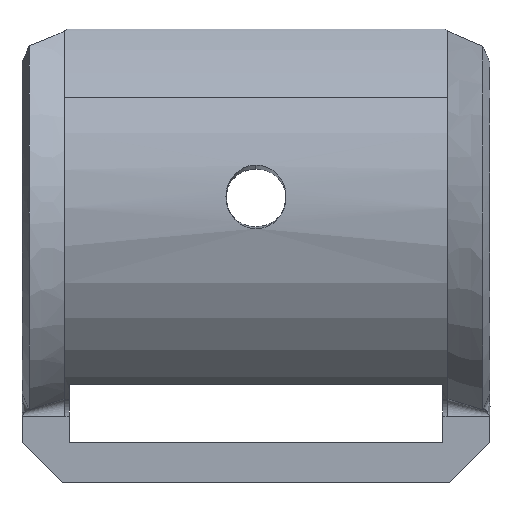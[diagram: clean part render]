
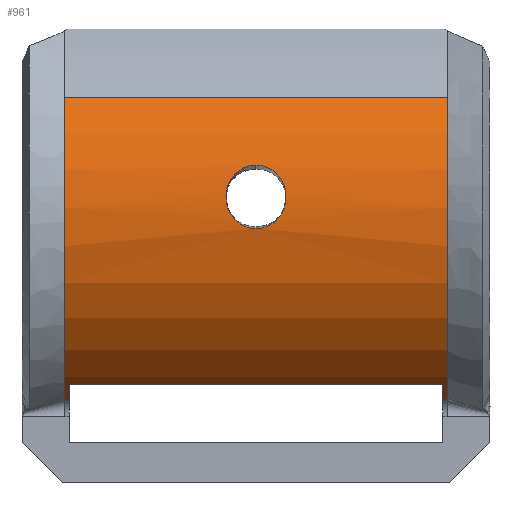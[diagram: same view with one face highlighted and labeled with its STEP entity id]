
A CAD part, front view. The second image highlights one B-rep face of the part: STEP entity #961.
In plain terms, the highlighted cylindrical face has radius 16.5 mm (diameter 33 mm), a partial arc.
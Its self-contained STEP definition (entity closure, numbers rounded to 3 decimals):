
#1=DIRECTION('',(1.,0.,0.));
#2=VECTOR('',#1,0.31);
#3=CARTESIAN_POINT('',(14.,-2.242,6.264));
#4=LINE('',#3,#2);
#5=DIRECTION('',(1.,0.,0.));
#6=VECTOR('',#5,28.);
#7=CARTESIAN_POINT('',(-14.,-3.943,7.408));
#8=LINE('',#7,#6);
#9=DIRECTION('',(1.,0.,0.));
#10=VECTOR('',#9,0.31);
#11=CARTESIAN_POINT('',(-14.31,-2.242,6.264));
#12=LINE('',#11,#10);
#13=CARTESIAN_POINT('',(0.,-10.336,19.049));
#14=CARTESIAN_POINT('',(-0.317,-10.336,19.048));
#15=CARTESIAN_POINT('',(-0.756,-10.345,19.138));
#16=CARTESIAN_POINT('',(-1.206,-10.364,19.402));
#17=CARTESIAN_POINT('',(-1.416,-10.374,19.574));
#18=CARTESIAN_POINT('',(-1.516,-10.379,19.67));
#19=CARTESIAN_POINT('',(-1.573,-10.382,19.728));
#20=CARTESIAN_POINT('',(-1.825,-10.394,19.998));
#21=CARTESIAN_POINT('',(-2.141,-10.407,20.504));
#22=CARTESIAN_POINT('',(-2.304,-10.383,21.436));
#23=CARTESIAN_POINT('',(-2.17,-10.315,22.21));
#24=CARTESIAN_POINT('',(-1.94,-10.258,22.669));
#25=CARTESIAN_POINT('',(-1.789,-10.227,22.885));
#26=CARTESIAN_POINT('',(-1.706,-10.211,22.989));
#27=CARTESIAN_POINT('',(-1.655,-10.202,23.047));
#28=CARTESIAN_POINT('',(-1.421,-10.161,23.306));
#29=CARTESIAN_POINT('',(-0.898,-10.09,23.692));
#30=CARTESIAN_POINT('',(-0.319,-10.066,23.805));
#31=CARTESIAN_POINT('',(-0.001,-10.066,23.805));
#60=CARTESIAN_POINT('',(14.31,6.1,20.5));
#61=DIRECTION('',(-1.,0.,0.));
#62=DIRECTION('',(0.,-0.506,-0.863));
#63=AXIS2_PLACEMENT_3D('',#60,#61,#62);
#65=DIRECTION('',(1.,0.,0.));
#66=VECTOR('',#65,28.62);
#67=CARTESIAN_POINT('',(-14.31,-8.136,28.842));
#68=LINE('',#67,#66);
#99=CARTESIAN_POINT('',(-14.31,6.1,20.5));
#100=DIRECTION('',(1.,0.,0.));
#101=DIRECTION('',(0.,-0.863,0.506));
#102=AXIS2_PLACEMENT_3D('',#99,#100,#101);
#647=CARTESIAN_POINT('',(-14.,6.1,20.5));
#648=DIRECTION('',(1.,0.,0.));
#649=DIRECTION('',(0.,-0.609,-0.793));
#650=AXIS2_PLACEMENT_3D('',#647,#648,#649);
#721=CARTESIAN_POINT('',(14.,6.1,20.5));
#722=DIRECTION('',(-1.,0.,0.));
#723=DIRECTION('',(0.,-0.506,-0.863));
#724=AXIS2_PLACEMENT_3D('',#721,#722,#723);
#765=CARTESIAN_POINT('',(0.,-10.336,19.049));
#766=CARTESIAN_POINT('',(0.175,-10.336,19.049));
#767=CARTESIAN_POINT('',(0.511,-10.339,19.087));
#768=CARTESIAN_POINT('',(0.973,-10.353,19.252));
#769=CARTESIAN_POINT('',(1.399,-10.373,19.539));
#770=CARTESIAN_POINT('',(1.759,-10.391,19.916));
#771=CARTESIAN_POINT('',(2.04,-10.402,20.362));
#772=CARTESIAN_POINT('',(2.213,-10.399,20.88));
#773=CARTESIAN_POINT('',(2.266,-10.377,21.416));
#774=CARTESIAN_POINT('',(2.222,-10.339,21.948));
#775=CARTESIAN_POINT('',(2.06,-10.285,22.465));
#776=CARTESIAN_POINT('',(1.784,-10.224,22.918));
#777=CARTESIAN_POINT('',(1.43,-10.162,23.297));
#778=CARTESIAN_POINT('',(1.005,-10.109,23.591));
#779=CARTESIAN_POINT('',(0.534,-10.074,23.765));
#780=CARTESIAN_POINT('',(0.183,-10.066,23.805));
#781=CARTESIAN_POINT('',(-0.001,-10.066,
23.805));
#809=CARTESIAN_POINT('',(-14.,-2.242,6.264));
#811=VERTEX_POINT('',#809);
#825=CARTESIAN_POINT('',(14.,-3.943,7.408));
#827=VERTEX_POINT('',#825);
#834=CARTESIAN_POINT('',(-14.31,-2.242,6.264));
#836=VERTEX_POINT('',#834);
#853=CARTESIAN_POINT('',(-14.,-3.943,7.408));
#854=VERTEX_POINT('',#853);
#865=VERTEX_POINT('',#765);
#866=VERTEX_POINT('',#781);
#877=CARTESIAN_POINT('',(14.,-2.242,6.264));
#878=VERTEX_POINT('',#877);
#894=CARTESIAN_POINT('',(-14.31,-8.136,28.842));
#895=CARTESIAN_POINT('',(14.31,-8.136,28.842));
#896=VERTEX_POINT('',#894);
#897=VERTEX_POINT('',#895);
#900=CARTESIAN_POINT('',(14.31,-2.242,6.264));
#901=VERTEX_POINT('',#900);
#932=CARTESIAN_POINT('',(56.407,6.1,20.5));
#933=DIRECTION('',(-1.,0.,0.));
#934=DIRECTION('',(0.,-0.863,0.506));
#935=AXIS2_PLACEMENT_3D('',#932,#933,#934);
#936=CYLINDRICAL_SURFACE('',#935,16.5);
#938=ORIENTED_EDGE('',*,*,#937,.F.);
#940=ORIENTED_EDGE('',*,*,#939,.F.);
#942=ORIENTED_EDGE('',*,*,#941,.T.);
#944=ORIENTED_EDGE('',*,*,#943,.F.);
#946=ORIENTED_EDGE('',*,*,#945,.T.);
#948=ORIENTED_EDGE('',*,*,#947,.F.);
#950=ORIENTED_EDGE('',*,*,#949,.F.);
#952=ORIENTED_EDGE('',*,*,#951,.T.);
#953=EDGE_LOOP('',(#938,#940,#942,#944,#946,#948,#950,#952));
#954=FACE_OUTER_BOUND('',#953,.F.);
#956=ORIENTED_EDGE('',*,*,#955,.F.);
#958=ORIENTED_EDGE('',*,*,#957,.T.);
#959=EDGE_LOOP('',(#956,#958));
#960=FACE_BOUND('',#959,.F.);
#961=ADVANCED_FACE('',(#954,#960),#936,.T.);
#32=B_SPLINE_CURVE_WITH_KNOTS('',3,(#13,#14,#15,#16,#17,#18,#19,#20,#21,#22,#23,
#24,#25,#26,#27,#28,#29,#30,#31),.UNSPECIFIED.,.F.,.F.,(4,1,1,1,1,1,1,1,1,1,1,1,
1,1,1,1,4),(0.,0.125,0.188,0.219,0.234,0.242,0.25,
0.375,0.5,0.625,0.688,0.719,0.734,0.742,0.75,0.875,
1.),.UNSPECIFIED.);
#64=CIRCLE('',#63,16.5);
#103=CIRCLE('',#102,16.5);
#651=CIRCLE('',#650,16.5);
#725=CIRCLE('',#724,16.5);
#782=B_SPLINE_CURVE_WITH_KNOTS('',3,(#765,#766,#767,#768,#769,#770,#771,#772,
#773,#774,#775,#776,#777,#778,#779,#780,#781),.UNSPECIFIED.,.F.,.F.,(4,1,1,1,1,
1,1,1,1,1,1,1,1,1,4),(0.,0.071,0.143,
0.214,0.286,0.357,0.429,0.5,
0.571,0.643,0.714,0.786,
0.857,0.929,1.),.UNSPECIFIED.);
#937=EDGE_CURVE('',#901,#897,#64,.T.);
#939=EDGE_CURVE('',#878,#901,#4,.T.);
#941=EDGE_CURVE('',#878,#827,#725,.T.);
#943=EDGE_CURVE('',#854,#827,#8,.T.);
#945=EDGE_CURVE('',#854,#811,#651,.T.);
#947=EDGE_CURVE('',#836,#811,#12,.T.);
#949=EDGE_CURVE('',#896,#836,#103,.T.);
#951=EDGE_CURVE('',#896,#897,#68,.T.);
#955=EDGE_CURVE('',#865,#866,#32,.T.);
#957=EDGE_CURVE('',#865,#866,#782,.T.);
